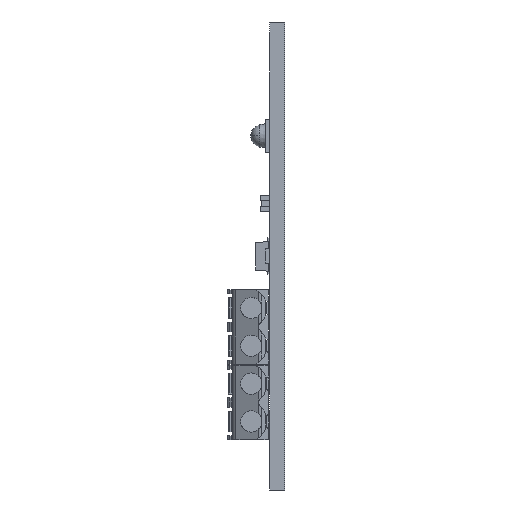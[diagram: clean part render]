
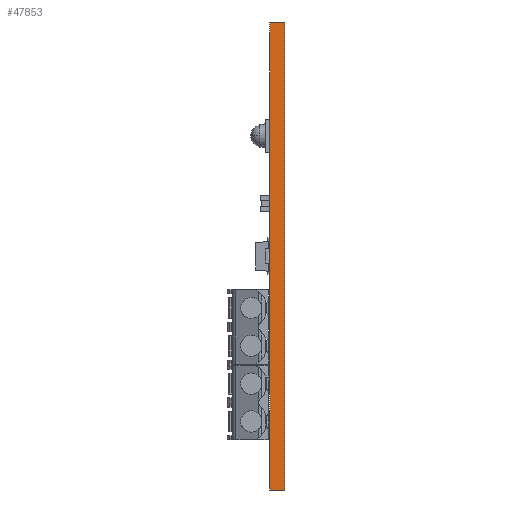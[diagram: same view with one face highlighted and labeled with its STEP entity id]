
A CAD part, left-side view. The second image highlights one B-rep face of the part: STEP entity #47853.
In plain terms, the highlighted planar face has unit normal (-1, 0, 0).
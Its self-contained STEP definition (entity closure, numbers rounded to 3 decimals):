
#3230 = CARTESIAN_POINT ( 'NONE',  ( 0., 0., -49.5 ) ) ;
#4814 = CARTESIAN_POINT ( 'NONE',  ( 0., -1.6, -49.5 ) ) ;
#9287 = ORIENTED_EDGE ( 'NONE', *, *, #11291, .F. ) ;
#9737 = DIRECTION ( 'NONE',  ( 0., 1., 0. ) ) ;
#11291 = EDGE_CURVE ( 'NONE', #58757, #37474, #21866, .T. ) ;
#16158 = LINE ( 'NONE', #46523, #53425 ) ;
#16215 = EDGE_CURVE ( 'NONE', #23286, #48327, #22857, .T. ) ;
#17421 = DIRECTION ( 'NONE',  ( 0., 1., 0. ) ) ;
#19010 = ORIENTED_EDGE ( 'NONE', *, *, #21918, .T. ) ;
#21866 = LINE ( 'NONE', #26036, #46189 ) ;
#21918 = EDGE_CURVE ( 'NONE', #58757, #23286, #16158, .T. ) ;
#22857 = LINE ( 'NONE', #43237, #60072 ) ;
#23286 = VERTEX_POINT ( 'NONE', #29366 ) ;
#23309 = ORIENTED_EDGE ( 'NONE', *, *, #25443, .F. ) ;
#23681 = DIRECTION ( 'NONE',  ( 0., 0., -1. ) ) ;
#25443 = EDGE_CURVE ( 'NONE', #37474, #48327, #27249, .T. ) ;
#25722 = VECTOR ( 'NONE', #9737, 1000. ) ;
#26036 = CARTESIAN_POINT ( 'NONE',  ( 0., -1.6, 0. ) ) ;
#27249 = LINE ( 'NONE', #4814, #25722 ) ;
#28808 = DIRECTION ( 'NONE',  ( 1., 0., 0. ) ) ;
#29366 = CARTESIAN_POINT ( 'NONE',  ( 0., 0., 0. ) ) ;
#30927 = DIRECTION ( 'NONE',  ( 0., 0., -1. ) ) ;
#36397 = ORIENTED_EDGE ( 'NONE', *, *, #16215, .T. ) ;
#37474 = VERTEX_POINT ( 'NONE', #60897 ) ;
#39209 = CARTESIAN_POINT ( 'NONE',  ( 0., -1.6, 0. ) ) ;
#39761 = AXIS2_PLACEMENT_3D ( 'NONE', #57895, #28808, #62824 ) ;
#43237 = CARTESIAN_POINT ( 'NONE',  ( 0., 0., 0. ) ) ;
#46189 = VECTOR ( 'NONE', #30927, 1000. ) ;
#46523 = CARTESIAN_POINT ( 'NONE',  ( 0., -1.6, 0. ) ) ;
#47853 = ADVANCED_FACE ( 'NONE', ( #62769 ), #48133, .F. ) ;
#48133 = PLANE ( 'NONE',  #39761 ) ;
#48327 = VERTEX_POINT ( 'NONE', #3230 ) ;
#53425 = VECTOR ( 'NONE', #17421, 1000. ) ;
#56651 = EDGE_LOOP ( 'NONE', ( #36397, #23309, #9287, #19010 ) ) ;
#57895 = CARTESIAN_POINT ( 'NONE',  ( 0., -1.6, 0. ) ) ;
#58757 = VERTEX_POINT ( 'NONE', #39209 ) ;
#60072 = VECTOR ( 'NONE', #23681, 1000. ) ;
#60897 = CARTESIAN_POINT ( 'NONE',  ( 0., -1.6, -49.5 ) ) ;
#62769 = FACE_OUTER_BOUND ( 'NONE', #56651, .T. ) ;
#62824 = DIRECTION ( 'NONE',  ( 0., 0., -1. ) ) ;
